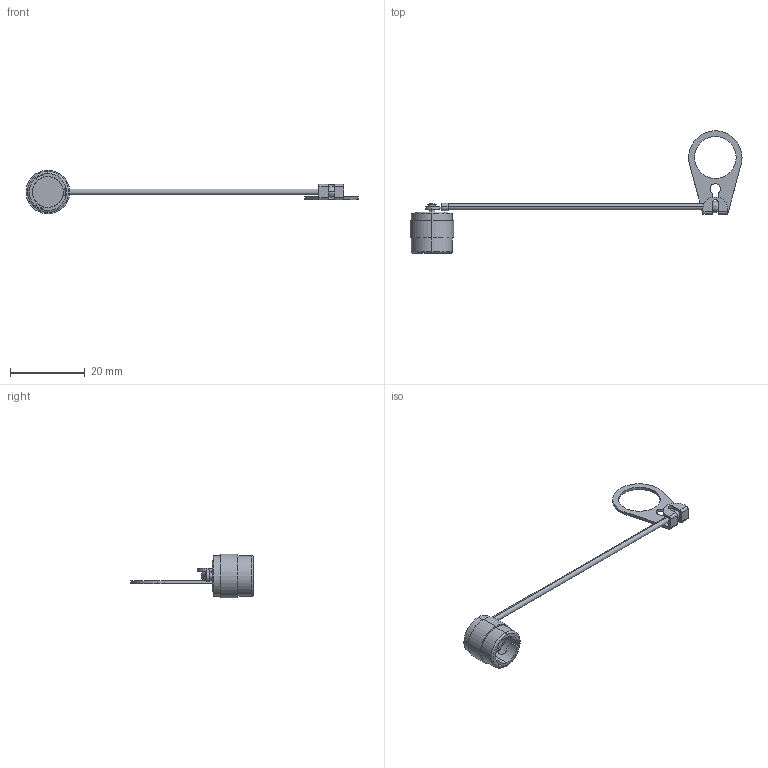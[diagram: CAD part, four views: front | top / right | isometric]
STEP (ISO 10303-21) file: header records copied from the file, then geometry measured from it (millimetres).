
FILE_DESCRIPTION (( 'STEP AP214' ), '1' );
FILE_NAME ('SC10-06305_3D.step', '2023-03-17T12:54:17', ( '' ), ( '' ), 'SwSTEP 2.0', 'SolidWorks 2022', '' );
FILE_SCHEMA (( 'AUTOMOTIVE_DESIGN' ));
Length unit declared in the file: inch
Products named in the file (4): 10-06305-MA3; SC10-06305_3D; 10-06305-MA2; 10-06305-MA1
Assembly tree (3 placements, depth 2):
  SC10-06305_3D
    10-06305-MA3
    10-06305-MA1
    10-06305-MA2
Bounding box: 88.75 x 32.72 x 11.68 mm (x, y, z)
Volume: 817.1 mm3; surface area: 1732.4 mm2
Topology: 3 solids, 3 shells, 110 faces, 291 edges, 191 vertices
Faces by surface type: cylinder 47, plane 38, bspline 15, torus 4, sphere 4, cone 2
Entity records: 4864 total; most frequent: CARTESIAN_POINT 2028, ORIENTED_EDGE 572, DIRECTION 546, EDGE_CURVE 286, AXIS2_PLACEMENT_3D 213, VERTEX_POINT 188, EDGE_LOOP 122, VECTOR 120
